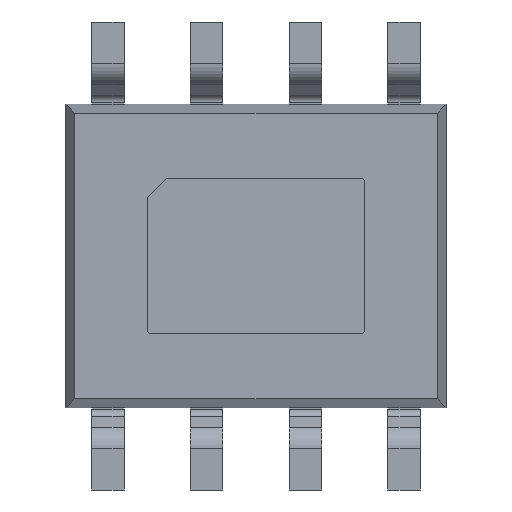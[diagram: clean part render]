
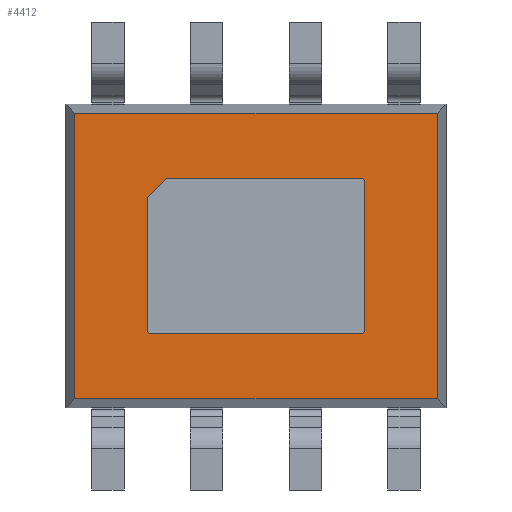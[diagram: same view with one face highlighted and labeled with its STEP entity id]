
A CAD part, front view. The second image highlights one B-rep face of the part: STEP entity #4412.
In plain terms, the highlighted planar face has unit normal (0, -1, 0).
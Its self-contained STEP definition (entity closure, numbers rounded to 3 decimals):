
#4304 = CARTESIAN_POINT ( 'NONE',  ( 1.4, 0., -0.95 ) ) ;
#4305 = VERTEX_POINT ( 'NONE', #4304 ) ;
#4306 = CARTESIAN_POINT ( 'NONE',  ( 1.4, 0., 0.95 ) ) ;
#4307 = VERTEX_POINT ( 'NONE', #4306 ) ;
#4308 = CARTESIAN_POINT ( 'NONE',  ( 1.4, 0., -1. ) ) ;
#4309 = DIRECTION ( 'NONE',  ( 0., 0., 1. ) ) ;
#4310 = VECTOR ( 'NONE', #4309, 1000. ) ;
#4311 = LINE ( 'NONE', #4308, #4310 ) ;
#4312 = EDGE_CURVE ( 'NONE', #4305, #4307, #4311, .T. ) ;
#4313 = ORIENTED_EDGE ( 'NONE', *, *, #4312, .F. ) ;
#4314 = CARTESIAN_POINT ( 'NONE',  ( 1.35, 0., -1. ) ) ;
#4315 = VERTEX_POINT ( 'NONE', #4314 ) ;
#4316 = CARTESIAN_POINT ( 'NONE',  ( 1.35, 0., -0.95 ) ) ;
#4317 = DIRECTION ( 'NONE',  ( 0., 1., 0. ) ) ;
#4318 = DIRECTION ( 'NONE',  ( 0., 0., -1. ) ) ;
#4319 = AXIS2_PLACEMENT_3D ( 'NONE', #4316, #4317, #4318 ) ;
#4320 = CIRCLE ( 'NONE', #4319, 0.05) ;
#4321 = EDGE_CURVE ( 'NONE', #4305, #4315, #4320, .T. ) ;
#4322 = ORIENTED_EDGE ( 'NONE', *, *, #4321, .T. ) ;
#4323 = CARTESIAN_POINT ( 'NONE',  ( -1.35, 0., -1. ) ) ;
#4324 = VERTEX_POINT ( 'NONE', #4323 ) ;
#4325 = CARTESIAN_POINT ( 'NONE',  ( -1.4, 0., -1. ) ) ;
#4326 = DIRECTION ( 'NONE',  ( 1., 0., 0. ) ) ;
#4327 = VECTOR ( 'NONE', #4326, 1000. ) ;
#4328 = LINE ( 'NONE', #4325, #4327 ) ;
#4329 = EDGE_CURVE ( 'NONE', #4324, #4315, #4328, .T. ) ;
#4330 = ORIENTED_EDGE ( 'NONE', *, *, #4329, .F. ) ;
#4331 = CARTESIAN_POINT ( 'NONE',  ( -1.4, 0., -0.95 ) ) ;
#4332 = VERTEX_POINT ( 'NONE', #4331 ) ;
#4333 = CARTESIAN_POINT ( 'NONE',  ( -1.35, 0., -0.95 ) ) ;
#4334 = DIRECTION ( 'NONE',  ( 0., 1., 0. ) ) ;
#4335 = DIRECTION ( 'NONE',  ( 0., 0., -1. ) ) ;
#4336 = AXIS2_PLACEMENT_3D ( 'NONE', #4333, #4334, #4335 ) ;
#4337 = CIRCLE ( 'NONE', #4336, 0.05) ;
#4338 = EDGE_CURVE ( 'NONE', #4324, #4332, #4337, .T. ) ;
#4339 = ORIENTED_EDGE ( 'NONE', *, *, #4338, .T. ) ;
#4340 = CARTESIAN_POINT ( 'NONE',  ( -1.4, 0., 0.75 ) ) ;
#4341 = VERTEX_POINT ( 'NONE', #4340 ) ;
#4342 = CARTESIAN_POINT ( 'NONE',  ( -1.4, 0., -1. ) ) ;
#4343 = DIRECTION ( 'NONE',  ( 0., 0., -1. ) ) ;
#4344 = VECTOR ( 'NONE', #4343, 1000. ) ;
#4345 = LINE ( 'NONE', #4342, #4344 ) ;
#4346 = EDGE_CURVE ( 'NONE', #4341, #4332, #4345, .T. ) ;
#4347 = ORIENTED_EDGE ( 'NONE', *, *, #4346, .F. ) ;
#4348 = CARTESIAN_POINT ( 'NONE',  ( -1.15, 0., 1. ) ) ;
#4349 = VERTEX_POINT ( 'NONE', #4348 ) ;
#4350 = CARTESIAN_POINT ( 'NONE',  ( -1.4, 0., 0.75 ) ) ;
#4351 = DIRECTION ( 'NONE',  ( 0.707, 0., 0.707 ) ) ;
#4352 = VECTOR ( 'NONE', #4351, 1000. ) ;
#4353 = LINE ( 'NONE', #4350, #4352 ) ;
#4354 = EDGE_CURVE ( 'NONE', #4341, #4349, #4353, .T. ) ;
#4355 = ORIENTED_EDGE ( 'NONE', *, *, #4354, .T. ) ;
#4356 = CARTESIAN_POINT ( 'NONE',  ( 1.35, 0., 1. ) ) ;
#4357 = VERTEX_POINT ( 'NONE', #4356 ) ;
#4358 = CARTESIAN_POINT ( 'NONE',  ( -1.4, 0., 1. ) ) ;
#4359 = DIRECTION ( 'NONE',  ( -1., 0., 0. ) ) ;
#4360 = VECTOR ( 'NONE', #4359, 1000. ) ;
#4361 = LINE ( 'NONE', #4358, #4360 ) ;
#4362 = EDGE_CURVE ( 'NONE', #4357, #4349, #4361, .T. ) ;
#4363 = ORIENTED_EDGE ( 'NONE', *, *, #4362, .F. ) ;
#4364 = CARTESIAN_POINT ( 'NONE',  ( 1.35, 0., 0.95 ) ) ;
#4365 = DIRECTION ( 'NONE',  ( 0., 1., 0. ) ) ;
#4366 = DIRECTION ( 'NONE',  ( 0., 0., -1. ) ) ;
#4367 = AXIS2_PLACEMENT_3D ( 'NONE', #4364, #4365, #4366 ) ;
#4368 = CIRCLE ( 'NONE', #4367, 0.05) ;
#4369 = EDGE_CURVE ( 'NONE', #4357, #4307, #4368, .T. ) ;
#4370 = ORIENTED_EDGE ( 'NONE', *, *, #4369, .T. ) ;
#4371 = EDGE_LOOP ( 'NONE', ( #4313, #4322, #4330, #4339, #4347, #4355, #4363, #4370 ) ) ;
#4372 = FACE_BOUND ( 'NONE', #4371, .T. ) ;
#4373 = CARTESIAN_POINT ( 'NONE',  ( 2.33, 0., -1.835 ) ) ;
#4374 = VERTEX_POINT ( 'NONE', #4373 ) ;
#4375 = CARTESIAN_POINT ( 'NONE',  ( 2.33, 0., 1.835 ) ) ;
#4376 = VERTEX_POINT ( 'NONE', #4375 ) ;
#4377 = CARTESIAN_POINT ( 'NONE',  ( 2.33, 0., 0. ) ) ;
#4378 = DIRECTION ( 'NONE',  ( 0., 0., 1. ) ) ;
#4379 = VECTOR ( 'NONE', #4378, 1000. ) ;
#4380 = LINE ( 'NONE', #4377, #4379 ) ;
#4381 = EDGE_CURVE ( 'NONE', #4374, #4376, #4380, .T. ) ;
#4382 = ORIENTED_EDGE ( 'NONE', *, *, #4381, .T. ) ;
#4383 = CARTESIAN_POINT ( 'NONE',  ( -2.33, 0., 1.835 ) ) ;
#4384 = VERTEX_POINT ( 'NONE', #4383 ) ;
#4385 = CARTESIAN_POINT ( 'NONE',  ( 0., 0., 1.835 ) ) ;
#4386 = DIRECTION ( 'NONE',  ( -1., 0., 0. ) ) ;
#4387 = VECTOR ( 'NONE', #4386, 1000. ) ;
#4388 = LINE ( 'NONE', #4385, #4387 ) ;
#4389 = EDGE_CURVE ( 'NONE', #4376, #4384, #4388, .T. ) ;
#4390 = ORIENTED_EDGE ( 'NONE', *, *, #4389, .T. ) ;
#4391 = CARTESIAN_POINT ( 'NONE',  ( -2.33, 0., -1.835 ) ) ;
#4392 = VERTEX_POINT ( 'NONE', #4391 ) ;
#4393 = CARTESIAN_POINT ( 'NONE',  ( -2.33, 0., 0. ) ) ;
#4394 = DIRECTION ( 'NONE',  ( 0., 0., -1. ) ) ;
#4395 = VECTOR ( 'NONE', #4394, 1000. ) ;
#4396 = LINE ( 'NONE', #4393, #4395 ) ;
#4397 = EDGE_CURVE ( 'NONE', #4384, #4392, #4396, .T. ) ;
#4398 = ORIENTED_EDGE ( 'NONE', *, *, #4397, .T. ) ;
#4399 = CARTESIAN_POINT ( 'NONE',  ( 0., 0., -1.835 ) ) ;
#4400 = DIRECTION ( 'NONE',  ( 1., 0., 0. ) ) ;
#4401 = VECTOR ( 'NONE', #4400, 1000. ) ;
#4402 = LINE ( 'NONE', #4399, #4401 ) ;
#4403 = EDGE_CURVE ( 'NONE', #4392, #4374, #4402, .T. ) ;
#4404 = ORIENTED_EDGE ( 'NONE', *, *, #4403, .T. ) ;
#4405 = EDGE_LOOP ( 'NONE', ( #4382, #4390, #4398, #4404 ) ) ;
#4406 = FACE_OUTER_BOUND ( 'NONE', #4405, .T. ) ;
#4407 = CARTESIAN_POINT ( 'NONE',  ( 0., 0., 0. ) ) ;
#4408 = DIRECTION ( 'NONE',  ( 0., 1., 0. ) ) ;
#4409 = DIRECTION ( 'NONE',  ( 0., 0., 1. ) ) ;
#4410 = AXIS2_PLACEMENT_3D ( 'NONE', #4407, #4408, #4409 ) ;
#4411 = PLANE ( 'NONE', #4410 ) ;
#4412 = ADVANCED_FACE ( 'NONE', ( #4372, #4406 ), #4411, .F. ) ;
